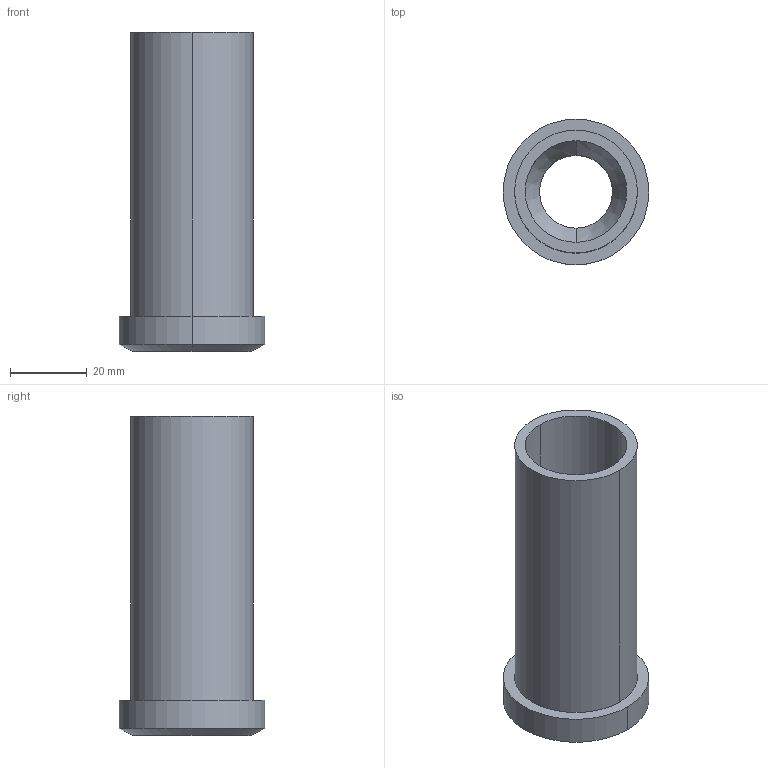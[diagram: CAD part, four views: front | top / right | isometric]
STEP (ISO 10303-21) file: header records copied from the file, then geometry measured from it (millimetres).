
FILE_DESCRIPTION((''),'2;1');
FILE_NAME('PSC32-19','2020-07-29T',('ykawabe'),(''),'CREO PARAMETRIC BY PTC INC, 2016380','CREO PARAMETRIC BY PTC INC, 2016380','');
FILE_SCHEMA(('AUTOMOTIVE_DESIGN { 1 0 10303 214 1 1 1 1 }'));
Length unit declared in the file: millimetre
Products named in the file (1): PSC32-19
Bounding box: 38 x 38 x 83.2 mm (x, y, z)
Volume: 39669.9 mm3; surface area: 15391.6 mm2
Topology: 1 solids, 1 shells, 20 faces, 40 edges, 24 vertices
Faces by surface type: cylinder 12, plane 4, cone 4
Entity records: 845 total; most frequent: DIRECTION 114, CARTESIAN_POINT 91, ORIENTED_EDGE 80, AXIS2_PLACEMENT_3D 49, PRESENTATION_STYLE_ASSIGNMENT 45, STYLED_ITEM 45, CURVE_STYLE 44, EDGE_CURVE 40
